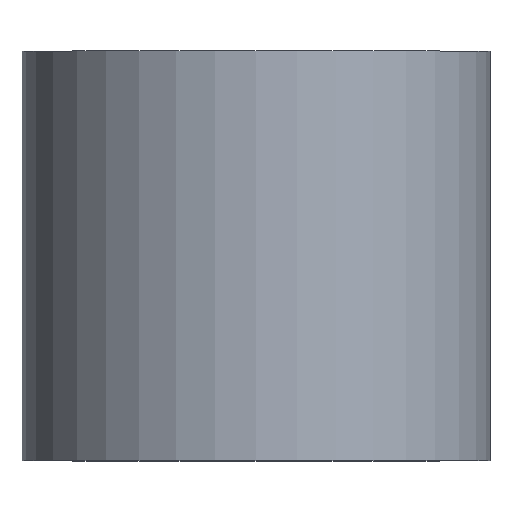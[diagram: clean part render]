
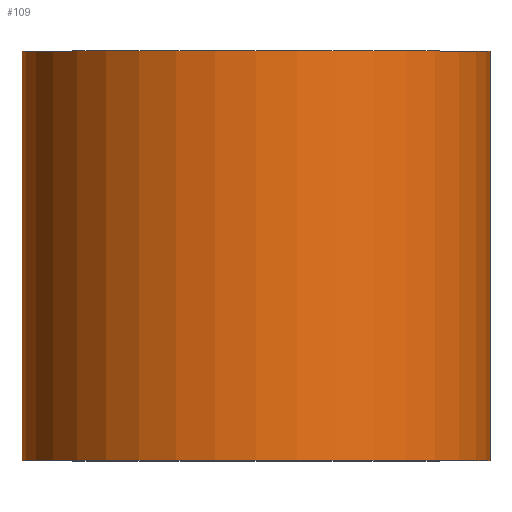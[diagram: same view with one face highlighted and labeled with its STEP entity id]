
A CAD part, top view. The second image highlights one B-rep face of the part: STEP entity #109.
In plain terms, the highlighted cylindrical face has radius 8 mm (diameter 16 mm), a full revolution.
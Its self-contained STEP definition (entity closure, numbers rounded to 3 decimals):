
#59=CARTESIAN_POINT('',(0.,14.,0.));
#60=DIRECTION('',(0.,-1.,0.));
#61=DIRECTION('',(0.,0.,-1.));
#62=AXIS2_PLACEMENT_3D('',#59,#60,#61);
#63=CYLINDRICAL_SURFACE('',#62,8.);
#64=CARTESIAN_POINT('',(0.,0.,-8.));
#65=VERTEX_POINT('',#64);
#66=CARTESIAN_POINT('',(0.,14.,-8.));
#67=VERTEX_POINT('',#66);
#68=CARTESIAN_POINT('',(0.,0.,-8.));
#69=DIRECTION('',(-0.,1.,-0.));
#70=VECTOR('',#69,14.);
#71=LINE('',#68,#70);
#72=EDGE_CURVE('',#65,#67,#71,.T.);
#73=ORIENTED_EDGE('',*,*,#72,.T.);
#74=CARTESIAN_POINT('',(-0.,14.,8.));
#75=VERTEX_POINT('',#74);
#76=CARTESIAN_POINT('',(0.,14.,0.));
#77=DIRECTION('',(0.,1.,0.));
#78=DIRECTION('',(0.,-0.,1.));
#79=AXIS2_PLACEMENT_3D('',#76,#77,#78);
#80=CIRCLE('',#79,8.);
#81=EDGE_CURVE('',#75,#67,#80,.T.);
#82=ORIENTED_EDGE('',*,*,#81,.F.);
#83=CARTESIAN_POINT('',(0.,14.,0.));
#84=DIRECTION('',(0.,1.,0.));
#85=DIRECTION('',(0.,-0.,1.));
#86=AXIS2_PLACEMENT_3D('',#83,#84,#85);
#87=CIRCLE('',#86,8.);
#88=EDGE_CURVE('',#67,#75,#87,.T.);
#89=ORIENTED_EDGE('',*,*,#88,.F.);
#90=ORIENTED_EDGE('',*,*,#72,.F.);
#91=CARTESIAN_POINT('',(-0.,0.,8.));
#92=VERTEX_POINT('',#91);
#93=CARTESIAN_POINT('',(0.,0.,0.));
#94=DIRECTION('',(0.,1.,0.));
#95=DIRECTION('',(0.,-0.,1.));
#96=AXIS2_PLACEMENT_3D('',#93,#94,#95);
#97=CIRCLE('',#96,8.);
#98=EDGE_CURVE('',#65,#92,#97,.T.);
#99=ORIENTED_EDGE('',*,*,#98,.T.);
#100=CARTESIAN_POINT('',(0.,0.,0.));
#101=DIRECTION('',(0.,1.,0.));
#102=DIRECTION('',(0.,-0.,1.));
#103=AXIS2_PLACEMENT_3D('',#100,#101,#102);
#104=CIRCLE('',#103,8.);
#105=EDGE_CURVE('',#92,#65,#104,.T.);
#106=ORIENTED_EDGE('',*,*,#105,.T.);
#107=EDGE_LOOP('',(#73,#82,#89,#90,#99,#106));
#108=FACE_BOUND('',#107,.T.);
#109=ADVANCED_FACE('',(#108),#63,.T.);
